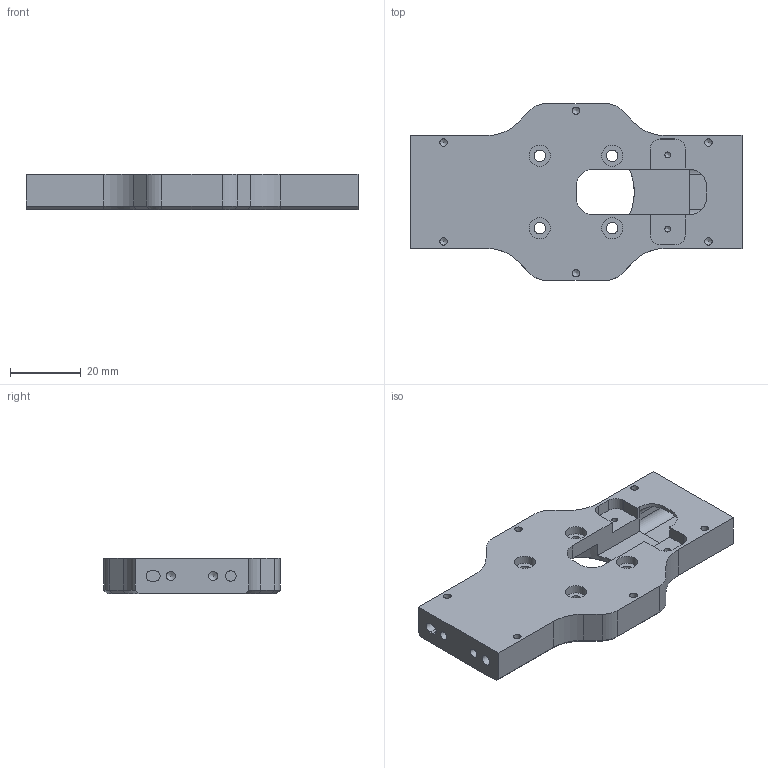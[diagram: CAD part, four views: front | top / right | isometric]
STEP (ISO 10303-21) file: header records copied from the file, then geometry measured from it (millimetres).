
FILE_DESCRIPTION(/* description */ ('STEP AP242','CAx-IF Rec.Pracs.---Representation and Presentation of Product Manufacturing Information (PMI)---4.0---2014-10-13','CAx-IF Rec.Pracs.---3D Tessellated Geometry---0.4---2014-09-14','2;1'),/* implementation_level */ '2;1');
FILE_NAME(/* name */ '66262f995aa91e52dd661f54',/* time_stamp */ '2024-04-22T09:36:26Z',/* author */ (''),/* organization */ (''),/* preprocessor_version */ 'ST-DEVELOPER v20',/* originating_system */ ' ',/* authorisation */ ' ');
FILE_SCHEMA (('AP242_MANAGED_MODEL_BASED_3D_ENGINEERING_MIM_LF { 1 0 10303 442 1 1 4 }'));
Length unit declared in the file: metre
Products named in the file (1): Part 1
Bounding box: 94 x 50 x 10 mm (x, y, z)
Volume: 24600 mm3; surface area: 12010.4 mm2
Topology: 1 solids, 1 shells, 120 faces, 314 edges, 203 vertices
Faces by surface type: plane 53, cylinder 46, cone 21
Full cylindrical faces by diameter (mm): 1.657 x2, 2.113 x6, 2.5 x2, 2.571 x2, 3 x1, 3.2 x4, 6 x4, 33 x1, 39.5 x1, 46.5 x1
Entity records: 3376 total; most frequent: DIRECTION 594, CARTESIAN_POINT 571, ORIENTED_EDGE 504, EDGE_CURVE 252, AXIS2_PLACEMENT_3D 223, VERTEX_POINT 190, FACE_BOUND 188, EDGE_LOOP 176
